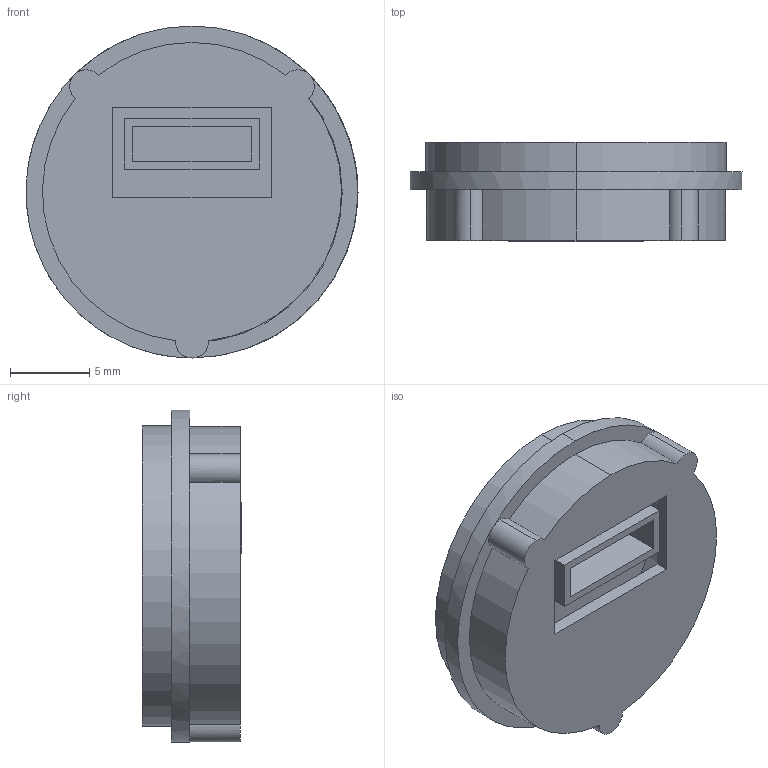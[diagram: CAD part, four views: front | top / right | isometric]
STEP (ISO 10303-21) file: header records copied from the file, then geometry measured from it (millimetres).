
FILE_DESCRIPTION (( 'STEP AP203' ), '1' );
FILE_NAME ('CP-6852 蚾饜极.STEP', '2024-04-18T07:39:52', ( '' ), ( '' ), 'SwSTEP 2.0', 'SolidWorks 2022', '' );
FILE_SCHEMA (( 'CONFIG_CONTROL_DESIGN' ));
Length unit declared in the file: millimetre
Products named in the file (3): CP-6852 蚾饜极; 半导体指纹模组外壳; CP-6852 PCB
Assembly tree (2 placements, depth 2):
  CP-6852 蚾饜极
    半导体指纹模组外壳
    CP-6852 PCB
Bounding box: 21 x 6.3 x 21 mm (x, y, z)
Volume: 1104.2 mm3; surface area: 2039.1 mm2
Topology: 2 solids, 2 shells, 49 faces, 110 edges, 72 vertices
Faces by surface type: plane 26, cylinder 21, cone 2
Entity records: 1692 total; most frequent: DIRECTION 269, CARTESIAN_POINT 236, ORIENTED_EDGE 220, EDGE_CURVE 110, AXIS2_PLACEMENT_3D 105, VERTEX_POINT 72, LINE 59, VECTOR 59
